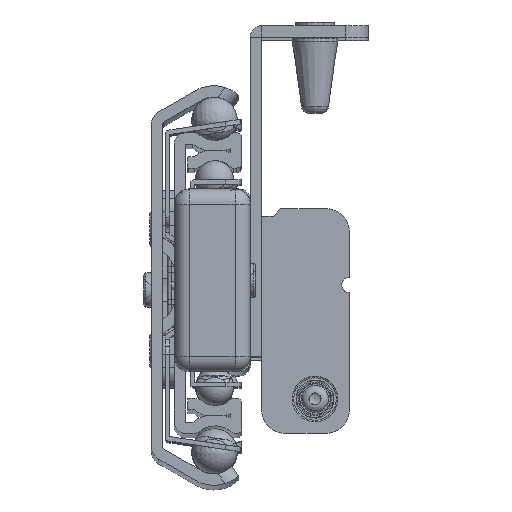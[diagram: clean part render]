
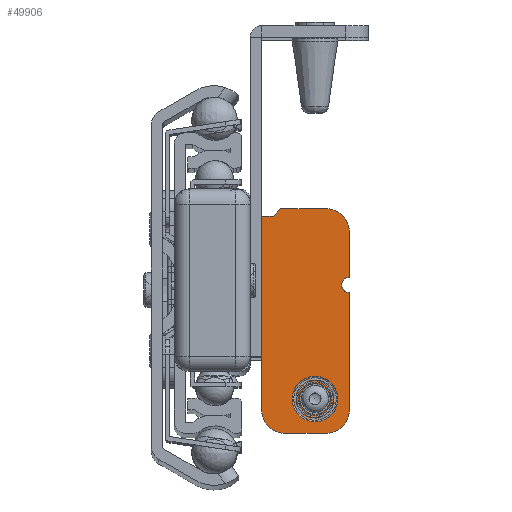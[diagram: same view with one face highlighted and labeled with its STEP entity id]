
A CAD part, top view. The second image highlights one B-rep face of the part: STEP entity #49906.
In plain terms, the highlighted planar face has unit normal (0, 0, 1).
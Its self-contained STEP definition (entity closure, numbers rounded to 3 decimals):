
#2429=FACE_BOUND('',#7391,.T.);
#2609=PLANE('',#53029);
#4712=FACE_OUTER_BOUND('',#7390,.T.);
#7390=EDGE_LOOP('',(#33335,#33336,#33337,#33338,#33339,#33340,#33341,#33342,
#33343,#33344,#33345,#33346));
#7391=EDGE_LOOP('',(#33347));
#10060=LINE('',#72166,#13659);
#10064=LINE('',#72174,#13663);
#10076=LINE('',#72209,#13675);
#10079=LINE('',#72217,#13678);
#10082=LINE('',#72225,#13681);
#10127=LINE('',#72335,#13726);
#10129=LINE('',#72341,#13728);
#10130=LINE('',#72342,#13729);
#13659=VECTOR('',#58477,10.);
#13663=VECTOR('',#58483,10.);
#13675=VECTOR('',#58513,10.);
#13678=VECTOR('',#58522,10.);
#13681=VECTOR('',#58531,10.);
#13726=VECTOR('',#58628,10.);
#13728=VECTOR('',#58638,10.);
#13729=VECTOR('',#58639,10.);
#17403=CIRCLE('',#52992,3.);
#17404=CIRCLE('',#52995,3.);
#17405=CIRCLE('',#52998,3.);
#17406=CIRCLE('',#53001,2.05);
#17407=CIRCLE('',#53003,1.);
#19595=VERTEX_POINT('',#72164);
#19596=VERTEX_POINT('',#72165);
#19599=VERTEX_POINT('',#72173);
#19611=VERTEX_POINT('',#72201);
#19612=VERTEX_POINT('',#72202);
#19613=VERTEX_POINT('',#72207);
#19614=VERTEX_POINT('',#72211);
#19615=VERTEX_POINT('',#72215);
#19616=VERTEX_POINT('',#72219);
#19617=VERTEX_POINT('',#72220);
#19618=VERTEX_POINT('',#72227);
#19619=VERTEX_POINT('',#72231);
#19656=VERTEX_POINT('',#72334);
#24858=EDGE_CURVE('',#19595,#19596,#10060,.T.);
#24862=EDGE_CURVE('',#19599,#19595,#10064,.T.);
#24876=EDGE_CURVE('',#19611,#19612,#17403,.T.);
#24880=EDGE_CURVE('',#19613,#19611,#10076,.T.);
#24881=EDGE_CURVE('',#19614,#19613,#17404,.T.);
#24884=EDGE_CURVE('',#19615,#19614,#10079,.T.);
#24885=EDGE_CURVE('',#19616,#19617,#17405,.T.);
#24888=EDGE_CURVE('',#19599,#19616,#10082,.T.);
#24889=EDGE_CURVE('',#19618,#19618,#17406,.T.);
#24892=EDGE_CURVE('',#19615,#19619,#17407,.T.);
#24943=EDGE_CURVE('',#19612,#19656,#10127,.T.);
#24947=EDGE_CURVE('',#19596,#19656,#10129,.T.);
#24948=EDGE_CURVE('',#19617,#19619,#10130,.T.);
#33335=ORIENTED_EDGE('',*,*,#24858,.T.);
#33336=ORIENTED_EDGE('',*,*,#24947,.T.);
#33337=ORIENTED_EDGE('',*,*,#24943,.F.);
#33338=ORIENTED_EDGE('',*,*,#24876,.F.);
#33339=ORIENTED_EDGE('',*,*,#24880,.F.);
#33340=ORIENTED_EDGE('',*,*,#24881,.F.);
#33341=ORIENTED_EDGE('',*,*,#24884,.F.);
#33342=ORIENTED_EDGE('',*,*,#24892,.T.);
#33343=ORIENTED_EDGE('',*,*,#24948,.F.);
#33344=ORIENTED_EDGE('',*,*,#24885,.F.);
#33345=ORIENTED_EDGE('',*,*,#24888,.F.);
#33346=ORIENTED_EDGE('',*,*,#24862,.T.);
#33347=ORIENTED_EDGE('',*,*,#24889,.T.);
#49906=ADVANCED_FACE('',(#4712,#2429),#2609,.T.);
#52992=AXIS2_PLACEMENT_3D('',#72203,#58506,#58507);
#52995=AXIS2_PLACEMENT_3D('',#72212,#58516,#58517);
#52998=AXIS2_PLACEMENT_3D('',#72221,#58525,#58526);
#53001=AXIS2_PLACEMENT_3D('',#72228,#58534,#58535);
#53003=AXIS2_PLACEMENT_3D('',#72233,#58540,#58541);
#53029=AXIS2_PLACEMENT_3D('',#72340,#58636,#58637);
#58477=DIRECTION('',(-1.,0.,0.));
#58483=DIRECTION('',(-0.707,-0.707,0.));
#58506=DIRECTION('center_axis',(0.,0.,
-1.));
#58507=DIRECTION('ref_axis',(-0.707,-0.707,0.));
#58513=DIRECTION('',(-1.,0.,0.));
#58516=DIRECTION('center_axis',(0.,0.,
-1.));
#58517=DIRECTION('ref_axis',(0.707,-0.707,0.));
#58522=DIRECTION('',(0.,-1.,0.));
#58525=DIRECTION('center_axis',(0.,0.,
-1.));
#58526=DIRECTION('ref_axis',(0.707,0.707,0.));
#58531=DIRECTION('',(1.,0.,0.));
#58534=DIRECTION('center_axis',(0.,0.,
-1.));
#58535=DIRECTION('ref_axis',(-1.,0.,0.));
#58540=DIRECTION('center_axis',(0.,0.,
-1.));
#58541=DIRECTION('ref_axis',(0.,-1.,0.));
#58628=DIRECTION('',(0.,1.,0.));
#58636=DIRECTION('center_axis',(0.,0.,
1.));
#58637=DIRECTION('ref_axis',(1.,0.,0.));
#58638=DIRECTION('',(0.,-1.,0.));
#58639=DIRECTION('',(0.,-1.,0.));
#72164=CARTESIAN_POINT('',(7.8,9.,227.));
#72165=CARTESIAN_POINT('',(6.3,9.,227.));
#72166=CARTESIAN_POINT('',(8.916,9.,227.));
#72173=CARTESIAN_POINT('',(8.8,10.,227.));
#72174=CARTESIAN_POINT('',(6.483,7.683,227.));
#72201=CARTESIAN_POINT('',(9.3,-19.5,227.));
#72202=CARTESIAN_POINT('',(6.3,-16.5,227.));
#72203=CARTESIAN_POINT('Origin',(9.3,-16.5,227.));
#72207=CARTESIAN_POINT('',(14.8,-19.5,227.));
#72209=CARTESIAN_POINT('',(17.8,-19.5,227.));
#72211=CARTESIAN_POINT('',(17.8,-16.5,227.));
#72212=CARTESIAN_POINT('Origin',(14.8,-16.5,227.));
#72215=CARTESIAN_POINT('',(17.8,-1.,227.));
#72217=CARTESIAN_POINT('',(17.8,10.,227.));
#72219=CARTESIAN_POINT('',(14.8,10.,227.));
#72220=CARTESIAN_POINT('',(17.8,7.,227.));
#72221=CARTESIAN_POINT('Origin',(14.8,7.,227.));
#72225=CARTESIAN_POINT('',(6.3,10.,227.));
#72227=CARTESIAN_POINT('',(15.35,-15.,227.));
#72228=CARTESIAN_POINT('Origin',(13.3,-15.,227.));
#72231=CARTESIAN_POINT('',(17.8,1.,227.));
#72233=CARTESIAN_POINT('Origin',(17.8,0.,227.));
#72334=CARTESIAN_POINT('',(6.3,-9.,227.));
#72335=CARTESIAN_POINT('',(6.3,-19.5,227.));
#72340=CARTESIAN_POINT('Origin',(11.532,0.,227.));
#72341=CARTESIAN_POINT('',(6.3,0.,227.));
#72342=CARTESIAN_POINT('',(17.8,10.,227.));
